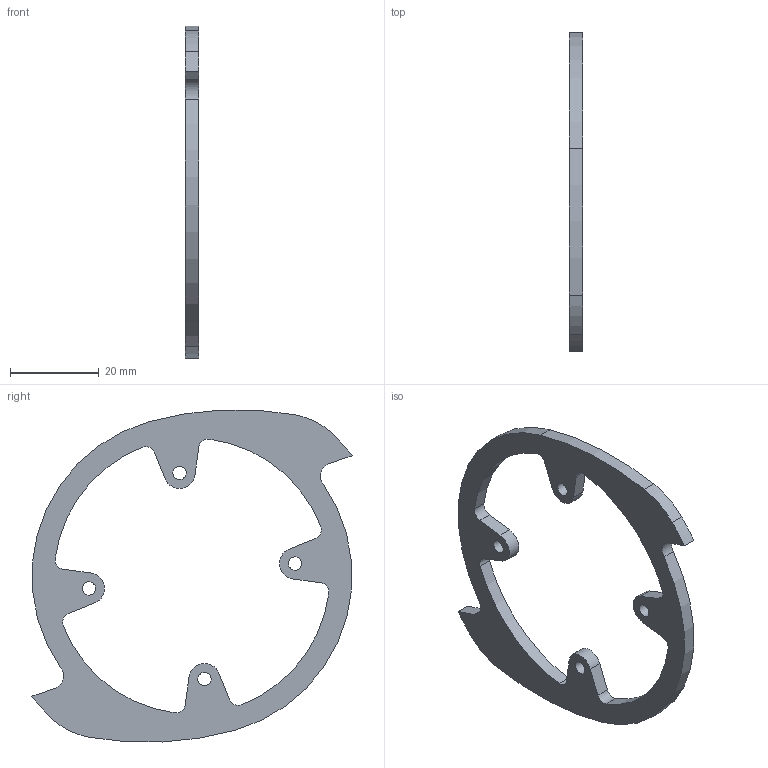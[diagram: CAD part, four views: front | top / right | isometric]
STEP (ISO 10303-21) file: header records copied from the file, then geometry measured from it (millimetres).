
FILE_DESCRIPTION(('FreeCAD Model'),'2;1');
FILE_NAME('Open CASCADE Shape Model','2023-08-30T23:35:23',('Author'),( ''),'Open CASCADE STEP processor 7.5','FreeCAD','Unknown');
FILE_SCHEMA(('AUTOMOTIVE_DESIGN { 1 0 10303 214 1 1 1 1 }'));
Length unit declared in the file: millimetre
Products named in the file (1): Body036002
Bounding box: 3 x 71.97 x 74.64 mm (x, y, z)
Volume: 5281 mm3; surface area: 5151.5 mm2
Topology: 1 solids, 1 shells, 42 faces, 120 edges, 80 vertices
Faces by surface type: cylinder 30, plane 12
Full cylindrical faces by diameter (mm): 3 x4
Entity records: 3006 total; most frequent: DIRECTION 506, CARTESIAN_POINT 483, ORIENTED_EDGE 240, LINE 240, VECTOR 240, PCURVE 240, DEFINITIONAL_REPRESENTATION 240, EDGE_CURVE 120
